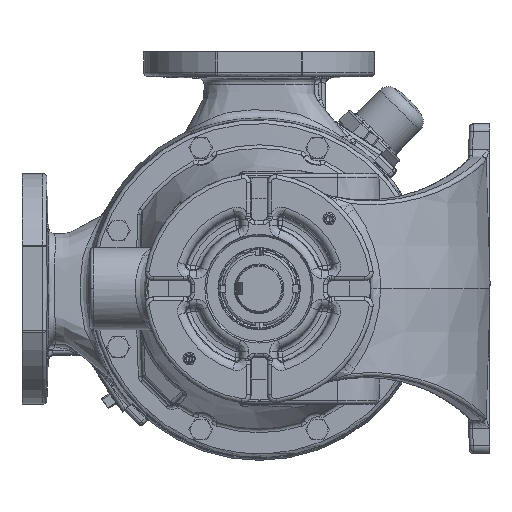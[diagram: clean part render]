
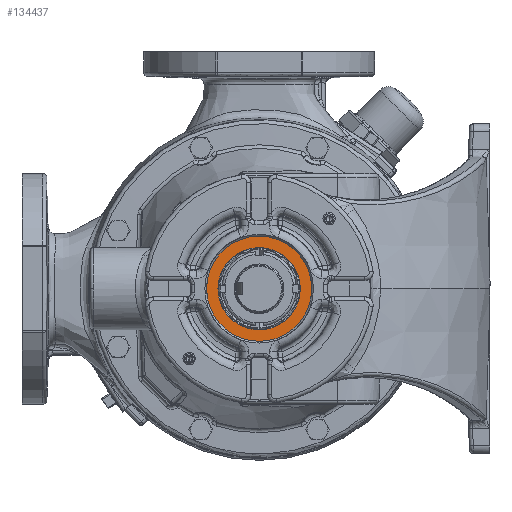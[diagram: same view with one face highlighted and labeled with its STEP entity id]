
A CAD part, left-side view. The second image highlights one B-rep face of the part: STEP entity #134437.
In plain terms, the highlighted planar face has unit normal (-1, 0, 0).
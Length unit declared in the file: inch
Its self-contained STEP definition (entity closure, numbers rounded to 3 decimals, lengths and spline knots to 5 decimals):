
#11241 = VERTEX_POINT ( 'NONE', #171453 ) ;
#12285 = CARTESIAN_POINT ( 'NONE',  ( -11.73034, 1.19, 0. ) ) ;
#13500 = CIRCLE ( 'NONE', #74115, 1.59375 ) ;
#18002 = VERTEX_POINT ( 'NONE', #159944 ) ;
#25611 = ORIENTED_EDGE ( 'NONE', *, *, #199834, .T. ) ;
#27516 = CIRCLE ( 'NONE', #107530, 1.24794 ) ;
#33325 = DIRECTION ( 'NONE',  ( 0., 0., -1. ) ) ;
#36327 = CARTESIAN_POINT ( 'NONE',  ( -11.73034, 0., 0. ) ) ;
#51110 = CARTESIAN_POINT ( 'NONE',  ( -11.73034, 0., 0. ) ) ;
#51436 = EDGE_CURVE ( 'NONE', #11241, #18002, #13500, .T. ) ;
#53435 = PLANE ( 'NONE',  #71173 ) ;
#57397 = DIRECTION ( 'NONE',  ( 0., 0., -1. ) ) ;
#65888 = CARTESIAN_POINT ( 'NONE',  ( -11.73034, 0., -1.24794 ) ) ;
#70974 = ORIENTED_EDGE ( 'NONE', *, *, #233315, .T. ) ;
#71173 = AXIS2_PLACEMENT_3D ( 'NONE', #12285, #158538, #33325 ) ;
#72085 = DIRECTION ( 'NONE',  ( 0., 0., -1. ) ) ;
#74115 = AXIS2_PLACEMENT_3D ( 'NONE', #216526, #91143, #237500 ) ;
#85791 = VERTEX_POINT ( 'NONE', #65888 ) ;
#87105 = DIRECTION ( 'NONE',  ( 1., 0., 0. ) ) ;
#89163 = EDGE_CURVE ( 'NONE', #85791, #161270, #27516, .T. ) ;
#91143 = DIRECTION ( 'NONE',  ( -1., 0., 0. ) ) ;
#99630 = CARTESIAN_POINT ( 'NONE',  ( -11.73034, 0., 1.24794 ) ) ;
#107530 = AXIS2_PLACEMENT_3D ( 'NONE', #212534, #87105, #233523 ) ;
#108529 = ORIENTED_EDGE ( 'NONE', *, *, #89163, .T. ) ;
#134437 = ADVANCED_FACE ( 'NONE', ( #267922, #156532 ), #53435, .F. ) ;
#150652 = AXIS2_PLACEMENT_3D ( 'NONE', #51110, #197482, #72085 ) ;
#156532 = FACE_BOUND ( 'NONE', #192268, .T. ) ;
#158538 = DIRECTION ( 'NONE',  ( 1., 0., 0. ) ) ;
#159944 = CARTESIAN_POINT ( 'NONE',  ( -11.73034, 0., 1.59375 ) ) ;
#161130 = CIRCLE ( 'NONE', #150652, 1.59375 ) ;
#161270 = VERTEX_POINT ( 'NONE', #99630 ) ;
#171453 = CARTESIAN_POINT ( 'NONE',  ( -11.73034, 0., -1.59375 ) ) ;
#176116 = EDGE_LOOP ( 'NONE', ( #197339, #25611 ) ) ;
#182639 = DIRECTION ( 'NONE',  ( 1., 0., 0. ) ) ;
#192268 = EDGE_LOOP ( 'NONE', ( #108529, #70974 ) ) ;
#197339 = ORIENTED_EDGE ( 'NONE', *, *, #51436, .T. ) ;
#197482 = DIRECTION ( 'NONE',  ( -1., 0., 0. ) ) ;
#199286 = CIRCLE ( 'NONE', #223433, 1.24794 ) ;
#199834 = EDGE_CURVE ( 'NONE', #18002, #11241, #161130, .T. ) ;
#212534 = CARTESIAN_POINT ( 'NONE',  ( -11.73034, 0., 0. ) ) ;
#216526 = CARTESIAN_POINT ( 'NONE',  ( -11.73034, 0., 0. ) ) ;
#223433 = AXIS2_PLACEMENT_3D ( 'NONE', #36327, #182639, #57397 ) ;
#233315 = EDGE_CURVE ( 'NONE', #161270, #85791, #199286, .T. ) ;
#233523 = DIRECTION ( 'NONE',  ( 0., 0., -1. ) ) ;
#237500 = DIRECTION ( 'NONE',  ( 0., 0., -1. ) ) ;
#267922 = FACE_OUTER_BOUND ( 'NONE', #176116, .T. ) ;
